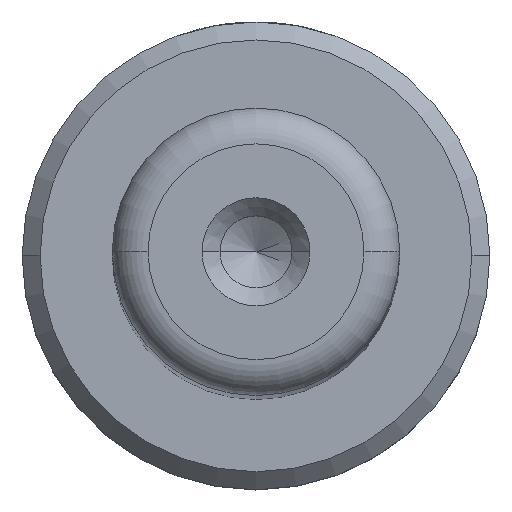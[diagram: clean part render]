
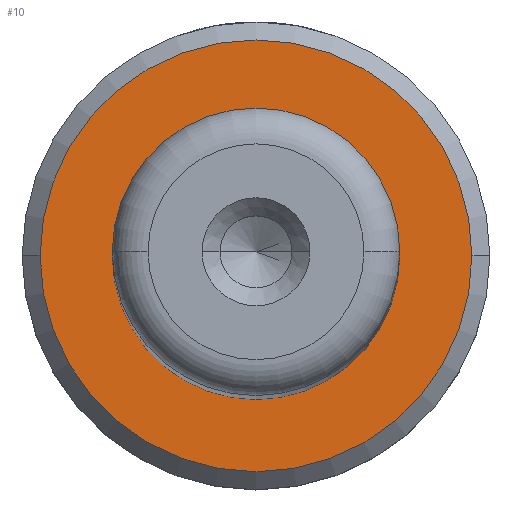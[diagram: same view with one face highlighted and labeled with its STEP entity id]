
A CAD part, top view. The second image highlights one B-rep face of the part: STEP entity #10.
In plain terms, the highlighted planar face has unit normal (0, 0, 1).
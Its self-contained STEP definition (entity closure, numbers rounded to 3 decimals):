
#10 = ADVANCED_FACE ( 'NONE', ( #1857, #1631 ), #185, .T. ) ;
#18 = ORIENTED_EDGE ( 'NONE', *, *, #513, .T. ) ;
#34 = DIRECTION ( 'NONE',  ( 0., 0., -1. ) ) ;
#44 = DIRECTION ( 'NONE',  ( 0., 0., 1. ) ) ;
#102 = AXIS2_PLACEMENT_3D ( 'NONE', #736, #1841, #888 ) ;
#182 = AXIS2_PLACEMENT_3D ( 'NONE', #992, #34, #1151 ) ;
#185 = PLANE ( 'NONE',  #1195 ) ;
#204 = VERTEX_POINT ( 'NONE', #1006 ) ;
#249 = CIRCLE ( 'NONE', #1546, 6. ) ;
#252 = EDGE_CURVE ( 'NONE', #1190, #1814, #1511, .T. ) ;
#350 = DIRECTION ( 'NONE',  ( 0., 0., 1. ) ) ;
#438 = CARTESIAN_POINT ( 'NONE',  ( 6., 0., 13. ) ) ;
#463 = EDGE_LOOP ( 'NONE', ( #18, #497 ) ) ;
#497 = ORIENTED_EDGE ( 'NONE', *, *, #252, .T. ) ;
#513 = EDGE_CURVE ( 'NONE', #1814, #1190, #249, .T. ) ;
#736 = CARTESIAN_POINT ( 'NONE',  ( 0., 0., 13. ) ) ;
#788 = EDGE_LOOP ( 'NONE', ( #1298, #1934 ) ) ;
#811 = EDGE_CURVE ( 'NONE', #204, #914, #1025, .T. ) ;
#852 = CARTESIAN_POINT ( 'NONE',  ( 0., 0., 13. ) ) ;
#888 = DIRECTION ( 'NONE',  ( -1., 0., 0. ) ) ;
#907 = DIRECTION ( 'NONE',  ( 1., 0., 0. ) ) ;
#914 = VERTEX_POINT ( 'NONE', #921 ) ;
#921 = CARTESIAN_POINT ( 'NONE',  ( 3.6, 0., 13. ) ) ;
#992 = CARTESIAN_POINT ( 'NONE',  ( 0., 0., 13. ) ) ;
#1006 = CARTESIAN_POINT ( 'NONE',  ( -3.6, 0., 13. ) ) ;
#1011 = DIRECTION ( 'NONE',  ( 1., 0., 0. ) ) ;
#1025 = CIRCLE ( 'NONE', #182, 3.6 ) ;
#1151 = DIRECTION ( 'NONE',  ( -1., 0., 0. ) ) ;
#1190 = VERTEX_POINT ( 'NONE', #438 ) ;
#1195 = AXIS2_PLACEMENT_3D ( 'NONE', #1300, #350, #1459 ) ;
#1215 = CARTESIAN_POINT ( 'NONE',  ( -6., 0., 13. ) ) ;
#1298 = ORIENTED_EDGE ( 'NONE', *, *, #811, .T. ) ;
#1300 = CARTESIAN_POINT ( 'NONE',  ( 0., 0., 13. ) ) ;
#1363 = EDGE_CURVE ( 'NONE', #914, #204, #1493, .T. ) ;
#1459 = DIRECTION ( 'NONE',  ( 1., 0., 0. ) ) ;
#1482 = AXIS2_PLACEMENT_3D ( 'NONE', #852, #1967, #1011 ) ;
#1493 = CIRCLE ( 'NONE', #102, 3.6 ) ;
#1511 = CIRCLE ( 'NONE', #1482, 6. ) ;
#1546 = AXIS2_PLACEMENT_3D ( 'NONE', #1630, #44, #907 ) ;
#1630 = CARTESIAN_POINT ( 'NONE',  ( 0., 0., 13. ) ) ;
#1631 = FACE_BOUND ( 'NONE', #788, .T. ) ;
#1814 = VERTEX_POINT ( 'NONE', #1215 ) ;
#1841 = DIRECTION ( 'NONE',  ( 0., 0., -1. ) ) ;
#1857 = FACE_OUTER_BOUND ( 'NONE', #463, .T. ) ;
#1934 = ORIENTED_EDGE ( 'NONE', *, *, #1363, .T. ) ;
#1967 = DIRECTION ( 'NONE',  ( 0., 0., 1. ) ) ;
